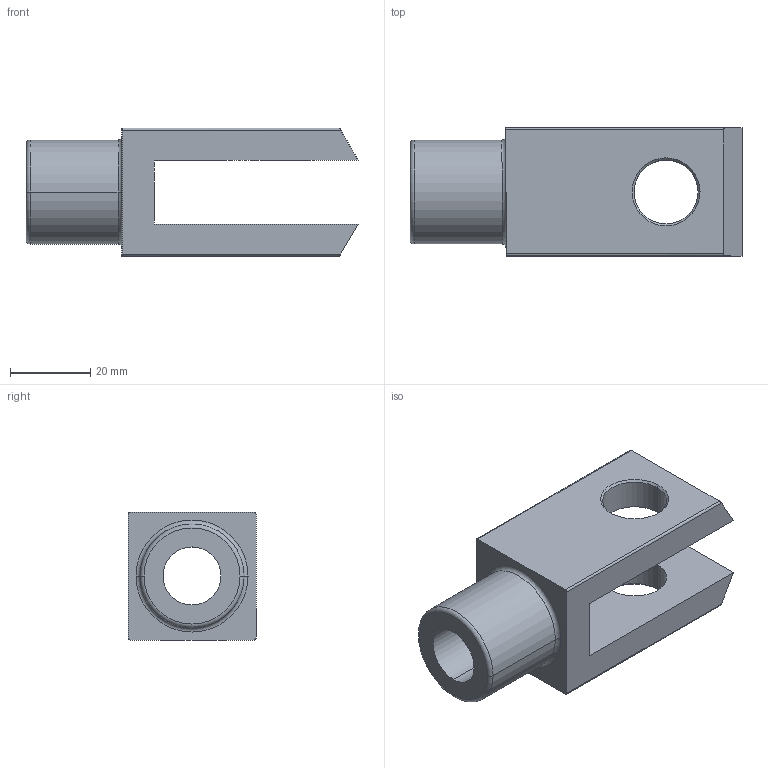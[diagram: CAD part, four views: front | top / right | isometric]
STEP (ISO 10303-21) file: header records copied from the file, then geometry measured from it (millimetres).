
FILE_DESCRIPTION (( 'STEP AP214' ), '1' );
FILE_NAME ('FS-063.STEP', '2005-09-07T07:47:11', ( 'luigip' ), ( '' ), 'SwSTEP 2.0', 'SolidWorks 2005143', '' );
FILE_SCHEMA (( 'AUTOMOTIVE_DESIGN' ));
Length unit declared in the file: millimetre
Products named in the file (1): FS-063
Bounding box: 83 x 32 x 32 mm (x, y, z)
Volume: 37338.8 mm3; surface area: 13883.5 mm2
Topology: 1 solids, 1 shells, 31 faces, 76 edges, 48 vertices
Faces by surface type: cylinder 12, plane 11, torus 4, cone 4
Entity records: 953 total; most frequent: DIRECTION 168, CARTESIAN_POINT 168, ORIENTED_EDGE 152, EDGE_CURVE 76, AXIS2_PLACEMENT_3D 64, VERTEX_POINT 48, LINE 40, VECTOR 40
